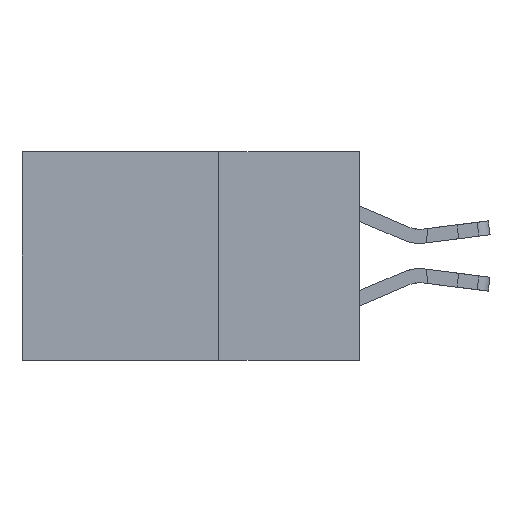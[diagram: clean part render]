
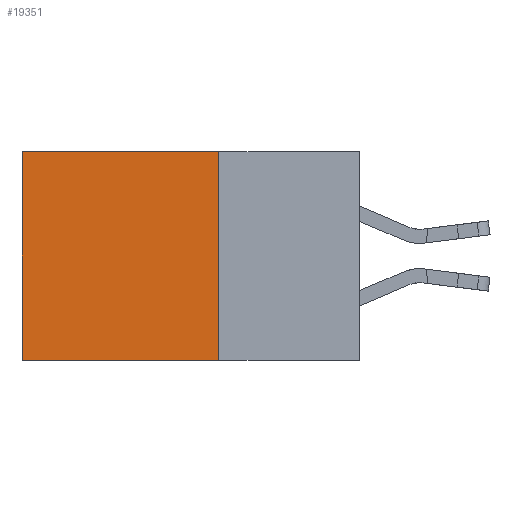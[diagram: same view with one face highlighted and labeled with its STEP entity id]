
A CAD part, left-side view. The second image highlights one B-rep face of the part: STEP entity #19351.
In plain terms, the highlighted planar face has unit normal (-1, 0, 0).
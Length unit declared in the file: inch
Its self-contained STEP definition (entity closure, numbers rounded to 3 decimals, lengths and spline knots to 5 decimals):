
#320 = CARTESIAN_POINT ( 'NONE',  ( 0.2875, 0.6, 0. ) ) ;
#794 = ORIENTED_EDGE ( 'NONE', *, *, #26695, .T. ) ;
#2402 = CARTESIAN_POINT ( 'NONE',  ( 0.2875, 0.25, 0. ) ) ;
#2561 = DIRECTION ( 'NONE',  ( 0., 1., 0. ) ) ;
#3292 = EDGE_CURVE ( 'NONE', #23886, #17705, #13029, .T. ) ;
#3628 = AXIS2_PLACEMENT_3D ( 'NONE', #19042, #21122, #21670 ) ;
#3792 = VERTEX_POINT ( 'NONE', #320 ) ;
#3867 = CARTESIAN_POINT ( 'NONE',  ( 0.2875, 0.6, -0.37 ) ) ;
#3872 = ORIENTED_EDGE ( 'NONE', *, *, #5034, .F. ) ;
#5034 = EDGE_CURVE ( 'NONE', #16792, #23886, #8441, .T. ) ;
#5780 = CARTESIAN_POINT ( 'NONE',  ( 0.2875, 0.25, -0.37 ) ) ;
#5787 = ORIENTED_EDGE ( 'NONE', *, *, #23631, .T. ) ;
#6776 = FACE_OUTER_BOUND ( 'NONE', #7677, .T. ) ;
#7677 = EDGE_LOOP ( 'NONE', ( #794, #22719, #3872, #5787 ) ) ;
#7779 = VECTOR ( 'NONE', #20972, 39.37008 ) ;
#8441 = LINE ( 'NONE', #2402, #9240 ) ;
#8983 = PLANE ( 'NONE',  #3628 ) ;
#9240 = VECTOR ( 'NONE', #19185, 39.37008 ) ;
#10623 = CARTESIAN_POINT ( 'NONE',  ( 0.2875, 0.6, 0. ) ) ;
#11024 = LINE ( 'NONE', #10623, #7779 ) ;
#13029 = LINE ( 'NONE', #21427, #22932 ) ;
#14542 = CARTESIAN_POINT ( 'NONE',  ( 0.2875, 0.25, 0. ) ) ;
#16792 = VERTEX_POINT ( 'NONE', #14542 ) ;
#17705 = VERTEX_POINT ( 'NONE', #3867 ) ;
#18696 = VECTOR ( 'NONE', #19148, 39.37008 ) ;
#19042 = CARTESIAN_POINT ( 'NONE',  ( 0.2875, 0.25, 0. ) ) ;
#19148 = DIRECTION ( 'NONE',  ( 0., 1., 0. ) ) ;
#19185 = DIRECTION ( 'NONE',  ( 0., 0., -1. ) ) ;
#19351 = ADVANCED_FACE ( 'NONE', ( #6776 ), #8983, .F. ) ;
#20972 = DIRECTION ( 'NONE',  ( 0., 0., -1. ) ) ;
#21122 = DIRECTION ( 'NONE',  ( 1., 0., 0. ) ) ;
#21235 = CARTESIAN_POINT ( 'NONE',  ( 0.2875, 0.25, 0. ) ) ;
#21427 = CARTESIAN_POINT ( 'NONE',  ( 0.2875, 0.25, -0.37 ) ) ;
#21670 = DIRECTION ( 'NONE',  ( 0., 0., -1. ) ) ;
#22719 = ORIENTED_EDGE ( 'NONE', *, *, #3292, .F. ) ;
#22932 = VECTOR ( 'NONE', #2561, 39.37008 ) ;
#23631 = EDGE_CURVE ( 'NONE', #16792, #3792, #25652, .T. ) ;
#23886 = VERTEX_POINT ( 'NONE', #5780 ) ;
#25652 = LINE ( 'NONE', #21235, #18696 ) ;
#26695 = EDGE_CURVE ( 'NONE', #3792, #17705, #11024, .T. ) ;
